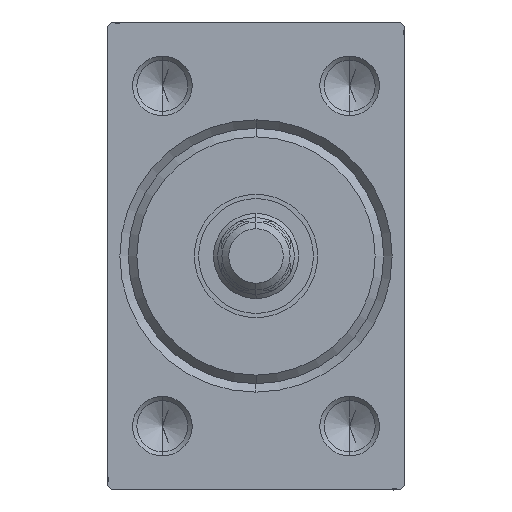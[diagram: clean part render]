
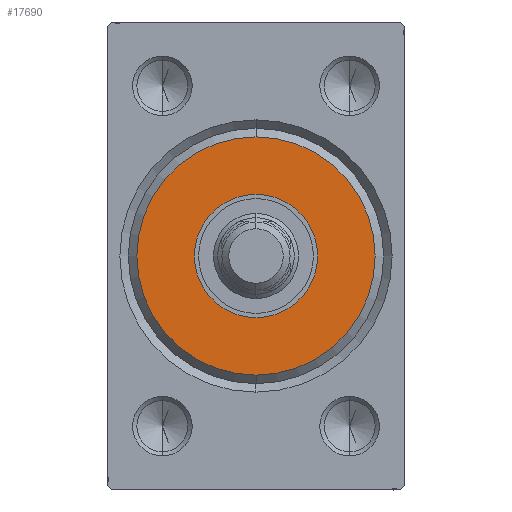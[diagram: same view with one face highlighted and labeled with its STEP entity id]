
A CAD part, left-side view. The second image highlights one B-rep face of the part: STEP entity #17690.
In plain terms, the highlighted face is planar.
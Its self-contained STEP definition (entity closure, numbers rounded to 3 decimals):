
#1894 = FACE_OUTER_BOUND ( 'NONE', #5420, .T. ) ;
#2171 = ORIENTED_EDGE ( 'NONE', *, *, #40411, .F. ) ;
#2729 = VERTEX_POINT ( 'NONE', #37245 ) ;
#2871 = CARTESIAN_POINT ( 'NONE',  ( 3., 0., -14. ) ) ;
#2951 = DIRECTION ( 'NONE',  ( 0., 0., -1. ) ) ;
#4694 = ORIENTED_EDGE ( 'NONE', *, *, #28816, .T. ) ;
#5420 = EDGE_LOOP ( 'NONE', ( #4694, #23234 ) ) ;
#5474 = AXIS2_PLACEMENT_3D ( 'NONE', #15712, #36282, #43548 ) ;
#6303 = DIRECTION ( 'NONE',  ( 0., 0., -1. ) ) ;
#6486 = DIRECTION ( 'NONE',  ( 1., 0., 0. ) ) ;
#6560 = AXIS2_PLACEMENT_3D ( 'NONE', #15084, #22747, #43128 ) ;
#8428 = AXIS2_PLACEMENT_3D ( 'NONE', #34529, #6486, #44737 ) ;
#11645 = PLANE ( 'NONE',  #5474 ) ;
#15057 = VERTEX_POINT ( 'NONE', #2871 ) ;
#15084 = CARTESIAN_POINT ( 'NONE',  ( 3., 0., 0. ) ) ;
#15262 = FACE_BOUND ( 'NONE', #44236, .T. ) ;
#15712 = CARTESIAN_POINT ( 'NONE',  ( 3., 0., 0. ) ) ;
#17690 = ADVANCED_FACE ( 'NONE', ( #1894, #15262 ), #11645, .T. ) ;
#22747 = DIRECTION ( 'NONE',  ( 1., 0., 0. ) ) ;
#22975 = CIRCLE ( 'NONE', #8428, 14. ) ;
#23141 = EDGE_CURVE ( 'NONE', #28306, #2729, #33664, .T. ) ;
#23234 = ORIENTED_EDGE ( 'NONE', *, *, #35748, .T. ) ;
#27390 = DIRECTION ( 'NONE',  ( 1., 0., 0. ) ) ;
#28135 = CIRCLE ( 'NONE', #31004, 14. ) ;
#28306 = VERTEX_POINT ( 'NONE', #43781 ) ;
#28594 = AXIS2_PLACEMENT_3D ( 'NONE', #37343, #27390, #2951 ) ;
#28713 = VERTEX_POINT ( 'NONE', #33418 ) ;
#28816 = EDGE_CURVE ( 'NONE', #28713, #15057, #22975, .T. ) ;
#30726 = DIRECTION ( 'NONE',  ( 1., 0., 0. ) ) ;
#31004 = AXIS2_PLACEMENT_3D ( 'NONE', #37067, #30726, #6303 ) ;
#33418 = CARTESIAN_POINT ( 'NONE',  ( 3., 0., 14. ) ) ;
#33664 = CIRCLE ( 'NONE', #28594, 7.25 ) ;
#34529 = CARTESIAN_POINT ( 'NONE',  ( 3., 0., 0. ) ) ;
#35748 = EDGE_CURVE ( 'NONE', #15057, #28713, #28135, .T. ) ;
#36282 = DIRECTION ( 'NONE',  ( 1., 0., 0. ) ) ;
#36688 = ORIENTED_EDGE ( 'NONE', *, *, #23141, .F. ) ;
#37067 = CARTESIAN_POINT ( 'NONE',  ( 3., 0., 0. ) ) ;
#37245 = CARTESIAN_POINT ( 'NONE',  ( 3., 0., -7.25 ) ) ;
#37343 = CARTESIAN_POINT ( 'NONE',  ( 3., 0., 0. ) ) ;
#40411 = EDGE_CURVE ( 'NONE', #2729, #28306, #41222, .T. ) ;
#41222 = CIRCLE ( 'NONE', #6560, 7.25 ) ;
#43128 = DIRECTION ( 'NONE',  ( 0., 0., -1. ) ) ;
#43548 = DIRECTION ( 'NONE',  ( 0., 0., -1. ) ) ;
#43781 = CARTESIAN_POINT ( 'NONE',  ( 3., 0., 7.25 ) ) ;
#44236 = EDGE_LOOP ( 'NONE', ( #2171, #36688 ) ) ;
#44737 = DIRECTION ( 'NONE',  ( 0., 0., -1. ) ) ;
